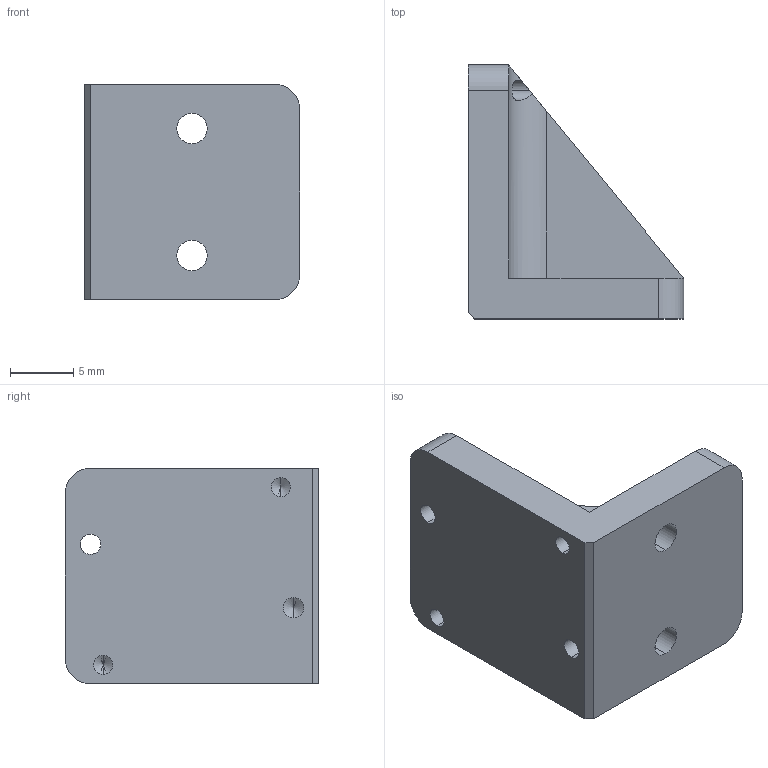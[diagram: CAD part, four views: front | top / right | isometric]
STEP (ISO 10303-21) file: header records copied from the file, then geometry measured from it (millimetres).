
FILE_DESCRIPTION (( 'STEP AP214' ), '1' );
FILE_NAME ('430753-B PP-18, Z Bracket, L20mm.STEP', '2018-03-29T18:19:01', ( '' ), ( '' ), 'SwSTEP 2.0', 'SolidWorks 2014', '' );
FILE_SCHEMA (( 'AUTOMOTIVE_DESIGN' ));
Length unit declared in the file: millimetre
Products named in the file (1): 430753-B PP-18, Z Bracket, L20mm
Bounding box: 17 x 20 x 17 mm (x, y, z)
Volume: 2166.4 mm3; surface area: 1688.4 mm2
Topology: 1 solids, 1 shells, 42 faces, 109 edges, 65 vertices
Faces by surface type: cylinder 18, plane 14, cone 10
Entity records: 1349 total; most frequent: CARTESIAN_POINT 254, DIRECTION 218, ORIENTED_EDGE 206, EDGE_CURVE 103, AXIS2_PLACEMENT_3D 79, VERTEX_POINT 65, LINE 60, VECTOR 60
